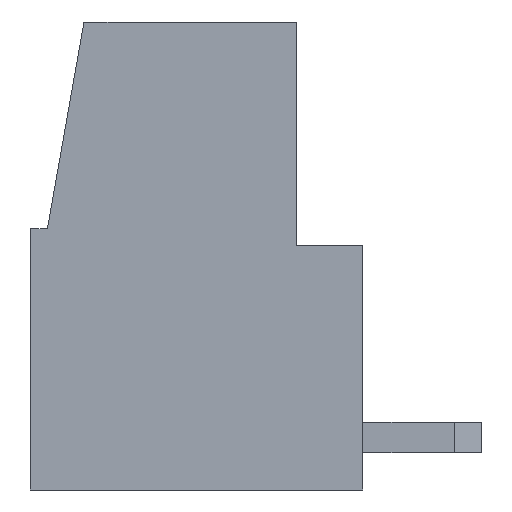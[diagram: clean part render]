
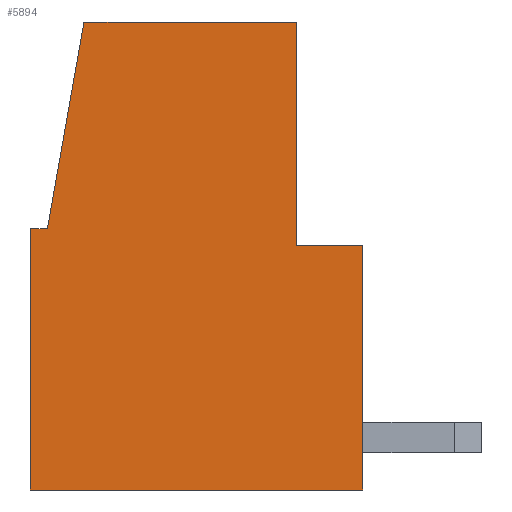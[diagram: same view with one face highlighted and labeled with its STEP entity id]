
A CAD part, left-side view. The second image highlights one B-rep face of the part: STEP entity #5894.
In plain terms, the highlighted planar face has unit normal (-1, 0, 0).
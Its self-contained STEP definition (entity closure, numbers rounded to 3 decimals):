
#147=ORIENTED_EDGE('',*,*,#1327,.T.);
#148=ORIENTED_EDGE('',*,*,#1351,.F.);
#149=ORIENTED_EDGE('',*,*,#1352,.T.);
#150=ORIENTED_EDGE('',*,*,#1353,.F.);
#151=ORIENTED_EDGE('',*,*,#1342,.F.);
#152=ORIENTED_EDGE('',*,*,#1350,.F.);
#153=ORIENTED_EDGE('',*,*,#1347,.F.);
#154=ORIENTED_EDGE('',*,*,#1354,.F.);
#1327=EDGE_CURVE('',#1934,#1933,#2339,.T.);
#1342=EDGE_CURVE('',#1944,#1945,#2350,.T.);
#1347=EDGE_CURVE('',#1949,#1950,#2355,.T.);
#1350=EDGE_CURVE('',#1950,#1944,#2358,.T.);
#1351=EDGE_CURVE('',#1951,#1933,#2359,.T.);
#1352=EDGE_CURVE('',#1951,#1952,#2360,.T.);
#1353=EDGE_CURVE('',#1945,#1952,#2361,.T.);
#1354=EDGE_CURVE('',#1934,#1949,#2362,.T.);
#1933=VERTEX_POINT('',#7580);
#1934=VERTEX_POINT('',#7582);
#1944=VERTEX_POINT('',#7611);
#1945=VERTEX_POINT('',#7613);
#1949=VERTEX_POINT('',#7622);
#1950=VERTEX_POINT('',#7624);
#1951=VERTEX_POINT('',#7631);
#1952=VERTEX_POINT('',#7633);
#2339=LINE('',#7581,#2911);
#2350=LINE('',#7612,#2922);
#2355=LINE('',#7623,#2927);
#2358=LINE('',#7628,#2930);
#2359=LINE('',#7630,#2931);
#2360=LINE('',#7632,#2932);
#2361=LINE('',#7634,#2933);
#2362=LINE('',#7635,#2934);
#2911=VECTOR('',#6444,1000.);
#2922=VECTOR('',#6473,1000.);
#2927=VECTOR('',#6480,1000.);
#2930=VECTOR('',#6485,1000.);
#2931=VECTOR('',#6488,1000.);
#2932=VECTOR('',#6489,1000.);
#2933=VECTOR('',#6490,1000.);
#2934=VECTOR('',#6491,1000.);
#3477=EDGE_LOOP('',(#147,#148,#149,#150,#151,#152,#153,#154));
#3747=FACE_BOUND('',#3477,.T.);
#4016=PLANE('',#6149);
#5894=ADVANCED_FACE('F0',(#3747),#4016,.T.);
#6149=AXIS2_PLACEMENT_3D('',#7629,#6486,#6487);
#6444=DIRECTION('',(0.,-1.,0.));
#6473=DIRECTION('',(0.,-1.,0.));
#6480=DIRECTION('',(0.,-1.,0.));
#6485=DIRECTION('',(0.,-0.174,0.985));
#6486=DIRECTION('',(-1.,0.,0.));
#6487=DIRECTION('',(0.,1.,0.));
#6488=DIRECTION('',(0.,0.,-1.));
#6489=DIRECTION('',(0.,1.,0.));
#6490=DIRECTION('',(0.,0.,-1.));
#6491=DIRECTION('',(0.,0.,1.));
#7580=CARTESIAN_POINT('',(-2.54,-9.8,0.));
#7581=CARTESIAN_POINT('',(-2.54,0.,0.));
#7582=CARTESIAN_POINT('',(-2.54,0.,0.));
#7611=CARTESIAN_POINT('',(-2.54,-1.576,13.8));
#7612=CARTESIAN_POINT('',(-2.54,0.,13.8));
#7613=CARTESIAN_POINT('',(-2.54,-7.85,13.8));
#7622=CARTESIAN_POINT('',(-2.54,0.,7.7));
#7623=CARTESIAN_POINT('',(-2.54,0.,7.7));
#7624=CARTESIAN_POINT('',(-2.54,-0.5,7.7));
#7628=CARTESIAN_POINT('',(-2.54,2.885,-11.5));
#7629=CARTESIAN_POINT('',(-2.54,0.,0.));
#7630=CARTESIAN_POINT('',(-2.54,-9.8,-11.5));
#7631=CARTESIAN_POINT('',(-2.54,-9.8,7.2));
#7632=CARTESIAN_POINT('',(-2.54,0.,7.2));
#7633=CARTESIAN_POINT('',(-2.54,-7.85,7.2));
#7634=CARTESIAN_POINT('',(-2.54,-7.85,-11.5));
#7635=CARTESIAN_POINT('',(-2.54,0.,-11.5));
